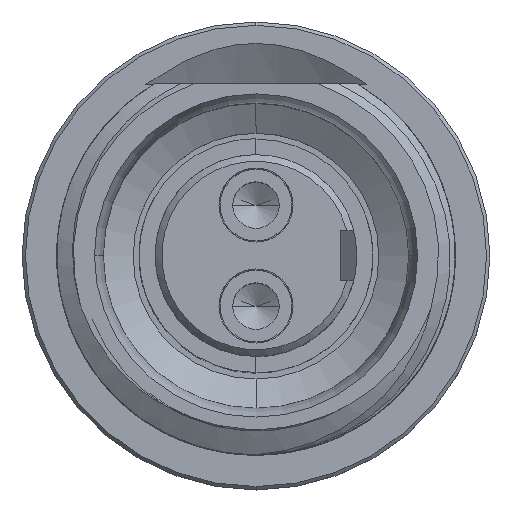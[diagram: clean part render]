
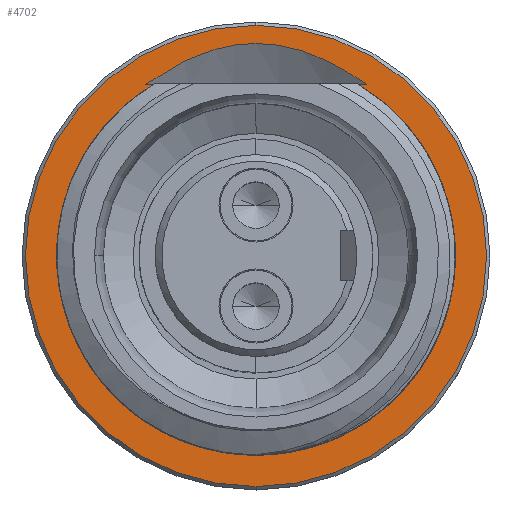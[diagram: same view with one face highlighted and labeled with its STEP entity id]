
A CAD part, top view. The second image highlights one B-rep face of the part: STEP entity #4702.
In plain terms, the highlighted planar face has unit normal (0, 0, 1).
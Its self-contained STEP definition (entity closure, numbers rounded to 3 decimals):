
#3372=CARTESIAN_POINT('',(0.,6.85,15.));
#3373=VERTEX_POINT('',#3372);
#3389=CARTESIAN_POINT('',(0.0,-6.85,15.));
#3390=VERTEX_POINT('',#3389);
#3397=CARTESIAN_POINT('',(0.0,0.0,15.));
#3398=DIRECTION('',(0.0,0.0,1.0));
#3399=DIRECTION('',(0.0,-1.0,0.0));
#3400=AXIS2_PLACEMENT_3D('',#3397,#3398,#3399);
#3401=CIRCLE('',#3400,6.85);
#3402=EDGE_CURVE('',#3373,#3390,#3401,.T.);
#4624=CARTESIAN_POINT('',(0.0,0.0,15.));
#4625=DIRECTION('',(0.0,0.0,1.0));
#4626=DIRECTION('',(0.0,-1.0,0.0));
#4627=AXIS2_PLACEMENT_3D('',#4624,#4625,#4626);
#4628=CIRCLE('',#4627,6.85);
#4629=EDGE_CURVE('',#3390,#3373,#4628,.T.);
#4636=CARTESIAN_POINT('',(7.535,-7.535,15.));
#4637=DIRECTION('',(0.0,0.0,-1.0));
#4638=DIRECTION('',(-1.0,0.0,0.0));
#4639=AXIS2_PLACEMENT_3D('',#4636,#4637,#4638);
#4640=PLANE('',#4639);
#4641=ORIENTED_EDGE('',*,*,#4629,.T.);
#4642=ORIENTED_EDGE('',*,*,#3402,.T.);
#4643=EDGE_LOOP('',(#4641,#4642));
#4644=FACE_OUTER_BOUND('',#4643,.T.);
#4645=CARTESIAN_POINT('',(3.016,5.1,15.));
#4646=VERTEX_POINT('',#4645);
#4647=CARTESIAN_POINT('',(3.273,5.1,15.));
#4648=VERTEX_POINT('',#4647);
#4649=CARTESIAN_POINT('',(3.016,5.1,15.));
#4650=DIRECTION('',(1.0,0.0,0.0));
#4651=VECTOR('',#4650,0.257);
#4652=LINE('',#4649,#4651);
#4653=EDGE_CURVE('',#4646,#4648,#4652,.T.);
#4654=ORIENTED_EDGE('',*,*,#4653,.F.);
#4655=CARTESIAN_POINT('',(-3.016,5.1,15.));
#4656=VERTEX_POINT('',#4655);
#4657=CARTESIAN_POINT('',(0.0,0.0,15.));
#4658=DIRECTION('',(0.,0.,-1.0));
#4659=DIRECTION('',(0.509,0.861,0.));
#4660=AXIS2_PLACEMENT_3D('',#4657,#4658,#4659);
#4661=CIRCLE('',#4660,5.925);
#4662=EDGE_CURVE('',#4646,#4656,#4661,.T.);
#4663=ORIENTED_EDGE('',*,*,#4662,.T.);
#4664=CARTESIAN_POINT('',(-3.273,5.1,15.));
#4665=VERTEX_POINT('',#4664);
#4666=CARTESIAN_POINT('',(-3.273,5.1,15.));
#4667=DIRECTION('',(1.0,0.0,0.0));
#4668=VECTOR('',#4667,0.257);
#4669=LINE('',#4666,#4668);
#4670=EDGE_CURVE('',#4665,#4656,#4669,.T.);
#4671=ORIENTED_EDGE('',*,*,#4670,.F.);
#4672=CARTESIAN_POINT('',(0.0,6.312,15.));
#4673=VERTEX_POINT('',#4672);
#4674=CARTESIAN_POINT('',(-13.055,-6.95,15.));
#4675=CARTESIAN_POINT('',(0.0,12.785,15.));
#4676=CARTESIAN_POINT('',(13.055,-6.95,15.));
#4684=(BOUNDED_CURVE()B_SPLINE_CURVE(2,(#4674,#4675,#4676),.UNSPECIFIED.,.F.,.U.)B_SPLINE_CURVE_WITH_KNOTS((3,3),(0.0,37.219),.UNSPECIFIED.)CURVE()GEOMETRIC_REPRESENTATION_ITEM()RATIONAL_B_SPLINE_CURVE((1.0,2.049,1.0))REPRESENTATION_ITEM(''));
#4685=EDGE_CURVE('',#4665,#4673,#4684,.T.);
#4686=ORIENTED_EDGE('',*,*,#4685,.T.);
#4687=CARTESIAN_POINT('',(-13.055,-6.95,15.));
#4688=CARTESIAN_POINT('',(0.0,12.785,15.));
#4689=CARTESIAN_POINT('',(13.055,-6.95,15.));
#4697=(BOUNDED_CURVE()B_SPLINE_CURVE(2,(#4687,#4688,#4689),.UNSPECIFIED.,.F.,.U.)B_SPLINE_CURVE_WITH_KNOTS((3,3),(0.0,37.219),.UNSPECIFIED.)CURVE()GEOMETRIC_REPRESENTATION_ITEM()RATIONAL_B_SPLINE_CURVE((1.0,2.049,1.0))REPRESENTATION_ITEM(''));
#4698=EDGE_CURVE('',#4673,#4648,#4697,.T.);
#4699=ORIENTED_EDGE('',*,*,#4698,.T.);
#4700=EDGE_LOOP('',(#4654,#4663,#4671,#4686,#4699));
#4701=FACE_BOUND('',#4700,.T.);
#4702=ADVANCED_FACE('',(#4644,#4701),#4640,.F.);
